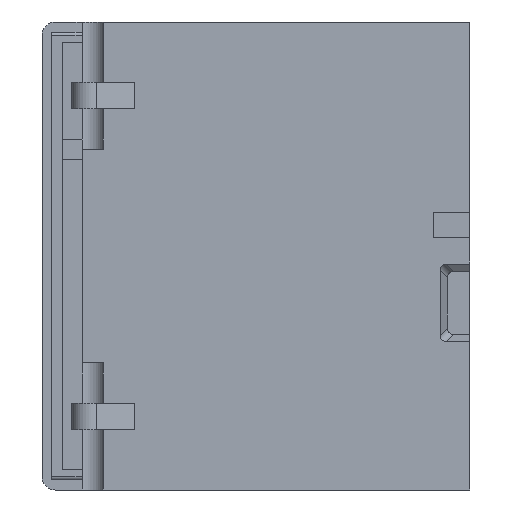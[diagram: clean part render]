
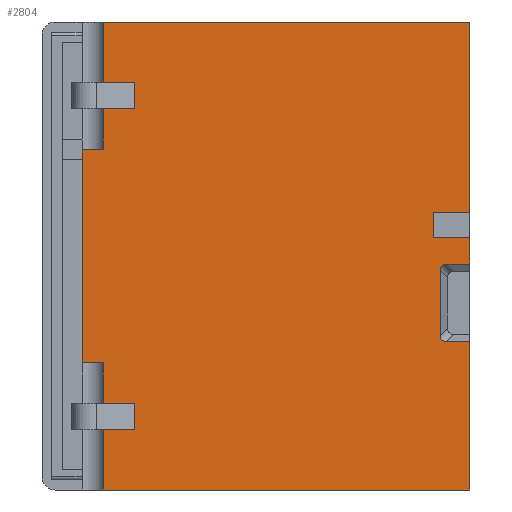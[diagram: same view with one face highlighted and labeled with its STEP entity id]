
A CAD part, left-side view. The second image highlights one B-rep face of the part: STEP entity #2804.
In plain terms, the highlighted planar face has unit normal (-1, 0, 0).
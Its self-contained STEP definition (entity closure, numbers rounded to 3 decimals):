
#17=ELLIPSE('',#3009,1.125,1.);
#18=ELLIPSE('',#3010,1.125,1.);
#46=PLANE('',#3008);
#214=FACE_OUTER_BOUND('',#369,.T.);
#369=EDGE_LOOP('',(#2041,#2042,#2043,#2044,#2045,#2046,#2047,#2048,#2049,
#2050,#2051,#2052,#2053,#2054,#2055,#2056,#2057,#2058,#2059,#2060,#2061,
#2062,#2063,#2064,#2065,#2066));
#533=LINE('',#4067,#855);
#539=LINE('',#4096,#861);
#564=LINE('',#4178,#886);
#565=LINE('',#4182,#887);
#566=LINE('',#4186,#888);
#567=LINE('',#4188,#889);
#568=LINE('',#4190,#890);
#569=LINE('',#4192,#891);
#570=LINE('',#4194,#892);
#571=LINE('',#4196,#893);
#572=LINE('',#4198,#894);
#573=LINE('',#4200,#895);
#574=LINE('',#4202,#896);
#575=LINE('',#4204,#897);
#576=LINE('',#4205,#898);
#577=LINE('',#4207,#899);
#578=LINE('',#4209,#900);
#579=LINE('',#4211,#901);
#580=LINE('',#4213,#902);
#581=LINE('',#4215,#903);
#582=LINE('',#4217,#904);
#583=LINE('',#4218,#905);
#584=LINE('',#4220,#906);
#585=LINE('',#4221,#907);
#855=VECTOR('',#3249,1000.);
#861=VECTOR('',#3279,1000.);
#886=VECTOR('',#3356,1000.);
#887=VECTOR('',#3359,1000.);
#888=VECTOR('',#3362,1000.);
#889=VECTOR('',#3363,1000.);
#890=VECTOR('',#3364,1000.);
#891=VECTOR('',#3365,1000.);
#892=VECTOR('',#3366,1000.);
#893=VECTOR('',#3367,1000.);
#894=VECTOR('',#3368,1000.);
#895=VECTOR('',#3369,1000.);
#896=VECTOR('',#3370,1000.);
#897=VECTOR('',#3371,1000.);
#898=VECTOR('',#3372,1000.);
#899=VECTOR('',#3373,1000.);
#900=VECTOR('',#3374,1000.);
#901=VECTOR('',#3375,1000.);
#902=VECTOR('',#3376,1000.);
#903=VECTOR('',#3377,1000.);
#904=VECTOR('',#3378,1000.);
#905=VECTOR('',#3379,1000.);
#906=VECTOR('',#3380,1000.);
#907=VECTOR('',#3381,1000.);
#1276=VERTEX_POINT('',#4064);
#1277=VERTEX_POINT('',#4066);
#1287=VERTEX_POINT('',#4093);
#1288=VERTEX_POINT('',#4095);
#1318=VERTEX_POINT('',#4176);
#1319=VERTEX_POINT('',#4177);
#1320=VERTEX_POINT('',#4179);
#1321=VERTEX_POINT('',#4181);
#1322=VERTEX_POINT('',#4183);
#1323=VERTEX_POINT('',#4185);
#1324=VERTEX_POINT('',#4187);
#1325=VERTEX_POINT('',#4189);
#1326=VERTEX_POINT('',#4191);
#1327=VERTEX_POINT('',#4193);
#1328=VERTEX_POINT('',#4195);
#1329=VERTEX_POINT('',#4197);
#1330=VERTEX_POINT('',#4199);
#1331=VERTEX_POINT('',#4201);
#1332=VERTEX_POINT('',#4203);
#1333=VERTEX_POINT('',#4206);
#1334=VERTEX_POINT('',#4208);
#1335=VERTEX_POINT('',#4210);
#1336=VERTEX_POINT('',#4212);
#1337=VERTEX_POINT('',#4214);
#1338=VERTEX_POINT('',#4216);
#1339=VERTEX_POINT('',#4219);
#1552=EDGE_CURVE('',#1276,#1277,#533,.T.);
#1566=EDGE_CURVE('',#1287,#1288,#539,.T.);
#1606=EDGE_CURVE('',#1318,#1319,#564,.T.);
#1607=EDGE_CURVE('',#1319,#1320,#17,.T.);
#1608=EDGE_CURVE('',#1320,#1321,#565,.T.);
#1609=EDGE_CURVE('',#1321,#1322,#18,.T.);
#1610=EDGE_CURVE('',#1322,#1323,#566,.T.);
#1611=EDGE_CURVE('',#1323,#1324,#567,.T.);
#1612=EDGE_CURVE('',#1324,#1325,#568,.T.);
#1613=EDGE_CURVE('',#1325,#1326,#569,.T.);
#1614=EDGE_CURVE('',#1326,#1327,#570,.T.);
#1615=EDGE_CURVE('',#1327,#1328,#571,.T.);
#1616=EDGE_CURVE('',#1329,#1328,#572,.T.);
#1617=EDGE_CURVE('',#1329,#1330,#573,.T.);
#1618=EDGE_CURVE('',#1331,#1330,#574,.T.);
#1619=EDGE_CURVE('',#1331,#1332,#575,.T.);
#1620=EDGE_CURVE('',#1277,#1332,#576,.T.);
#1621=EDGE_CURVE('',#1333,#1276,#577,.T.);
#1622=EDGE_CURVE('',#1334,#1333,#578,.T.);
#1623=EDGE_CURVE('',#1335,#1334,#579,.T.);
#1624=EDGE_CURVE('',#1335,#1336,#580,.T.);
#1625=EDGE_CURVE('',#1337,#1336,#581,.T.);
#1626=EDGE_CURVE('',#1338,#1337,#582,.T.);
#1627=EDGE_CURVE('',#1338,#1288,#583,.T.);
#1628=EDGE_CURVE('',#1287,#1339,#584,.T.);
#1629=EDGE_CURVE('',#1339,#1318,#585,.T.);
#2041=ORIENTED_EDGE('',*,*,#1606,.T.);
#2042=ORIENTED_EDGE('',*,*,#1607,.T.);
#2043=ORIENTED_EDGE('',*,*,#1608,.T.);
#2044=ORIENTED_EDGE('',*,*,#1609,.T.);
#2045=ORIENTED_EDGE('',*,*,#1610,.T.);
#2046=ORIENTED_EDGE('',*,*,#1611,.T.);
#2047=ORIENTED_EDGE('',*,*,#1612,.T.);
#2048=ORIENTED_EDGE('',*,*,#1613,.T.);
#2049=ORIENTED_EDGE('',*,*,#1614,.T.);
#2050=ORIENTED_EDGE('',*,*,#1615,.T.);
#2051=ORIENTED_EDGE('',*,*,#1616,.F.);
#2052=ORIENTED_EDGE('',*,*,#1617,.T.);
#2053=ORIENTED_EDGE('',*,*,#1618,.F.);
#2054=ORIENTED_EDGE('',*,*,#1619,.T.);
#2055=ORIENTED_EDGE('',*,*,#1620,.F.);
#2056=ORIENTED_EDGE('',*,*,#1552,.F.);
#2057=ORIENTED_EDGE('',*,*,#1621,.F.);
#2058=ORIENTED_EDGE('',*,*,#1622,.F.);
#2059=ORIENTED_EDGE('',*,*,#1623,.F.);
#2060=ORIENTED_EDGE('',*,*,#1624,.T.);
#2061=ORIENTED_EDGE('',*,*,#1625,.F.);
#2062=ORIENTED_EDGE('',*,*,#1626,.F.);
#2063=ORIENTED_EDGE('',*,*,#1627,.T.);
#2064=ORIENTED_EDGE('',*,*,#1566,.F.);
#2065=ORIENTED_EDGE('',*,*,#1628,.T.);
#2066=ORIENTED_EDGE('',*,*,#1629,.T.);
#2804=ADVANCED_FACE('',(#214),#46,.F.);
#3008=AXIS2_PLACEMENT_3D('',#4175,#3354,#3355);
#3009=AXIS2_PLACEMENT_3D('',#4180,#3357,#3358);
#3010=AXIS2_PLACEMENT_3D('',#4184,#3360,#3361);
#3249=DIRECTION('',(0.,0.,1.));
#3279=DIRECTION('',(0.,0.,1.));
#3354=DIRECTION('center_axis',(1.,0.,0.));
#3355=DIRECTION('ref_axis',(0.,0.,-1.));
#3356=DIRECTION('',(0.,1.,0.));
#3357=DIRECTION('center_axis',(1.,0.,0.));
#3358=DIRECTION('ref_axis',(0.,0.707,-0.707));
#3359=DIRECTION('',(0.,0.,1.));
#3360=DIRECTION('center_axis',(1.,0.,0.));
#3361=DIRECTION('ref_axis',(0.,0.707,0.707));
#3362=DIRECTION('',(0.,-1.,0.));
#3363=DIRECTION('',(0.,0.,1.));
#3364=DIRECTION('',(0.,1.,0.));
#3365=DIRECTION('',(0.,0.,1.));
#3366=DIRECTION('',(0.,-1.,0.));
#3367=DIRECTION('',(0.,0.,1.));
#3368=DIRECTION('',(0.,-1.,0.));
#3369=DIRECTION('',(0.,0.,-1.));
#3370=DIRECTION('',(0.,1.,0.));
#3371=DIRECTION('',(0.,0.,-1.));
#3372=DIRECTION('',(0.,-1.,0.));
#3373=DIRECTION('',(0.,-1.,0.));
#3374=DIRECTION('',(0.,0.,1.));
#3375=DIRECTION('',(0.,1.,0.));
#3376=DIRECTION('',(0.,0.,-1.));
#3377=DIRECTION('',(0.,1.,0.));
#3378=DIRECTION('',(0.,0.,1.));
#3379=DIRECTION('',(0.,1.,0.));
#3380=DIRECTION('',(0.,-1.,0.));
#3381=DIRECTION('',(0.,0.,1.));
#4064=CARTESIAN_POINT('',(-35.,54.825,16.));
#4066=CARTESIAN_POINT('',(-35.,54.825,22.));
#4067=CARTESIAN_POINT('',(-35.,54.825,16.));
#4093=CARTESIAN_POINT('',(-35.,54.825,-35.));
#4095=CARTESIAN_POINT('',(-35.,54.825,-26.));
#4096=CARTESIAN_POINT('',(-35.,54.825,-35.));
#4175=CARTESIAN_POINT('Origin',(-35.,64.,35.));
#4176=CARTESIAN_POINT('',(-35.,0.,-12.823));
#4177=CARTESIAN_POINT('',(-35.,3.512,-12.823));
#4178=CARTESIAN_POINT('',(-35.,3.36,-12.823));
#4179=CARTESIAN_POINT('',(-35.,4.452,-11.883));
#4180=CARTESIAN_POINT('Origin',(-35.,3.388,-11.759));
#4181=CARTESIAN_POINT('',(-35.,4.452,-2.139));
#4182=CARTESIAN_POINT('',(-35.,4.452,-2.291));
#4183=CARTESIAN_POINT('',(-35.,3.512,-1.199));
#4184=CARTESIAN_POINT('Origin',(-35.,3.388,-2.263));
#4185=CARTESIAN_POINT('',(-35.,0.,-1.199));
#4186=CARTESIAN_POINT('',(-35.,0.,-1.199));
#4187=CARTESIAN_POINT('',(-35.,0.,2.712));
#4188=CARTESIAN_POINT('',(-35.,0.,35.));
#4189=CARTESIAN_POINT('',(-35.,5.406,2.712));
#4190=CARTESIAN_POINT('',(-35.,0.,2.712));
#4191=CARTESIAN_POINT('',(-35.,5.406,6.512));
#4192=CARTESIAN_POINT('',(-35.,5.406,2.712));
#4193=CARTESIAN_POINT('',(-35.,0.,6.512));
#4194=CARTESIAN_POINT('',(-35.,5.406,6.512));
#4195=CARTESIAN_POINT('',(-35.,0.,35.));
#4196=CARTESIAN_POINT('',(-35.,0.,35.));
#4197=CARTESIAN_POINT('',(-35.,54.825,35.));
#4198=CARTESIAN_POINT('',(-35.,64.,35.));
#4199=CARTESIAN_POINT('',(-35.,54.825,26.));
#4200=CARTESIAN_POINT('',(-35.,54.825,35.));
#4201=CARTESIAN_POINT('',(-35.,50.121,26.));
#4202=CARTESIAN_POINT('',(-35.,0.,26.));
#4203=CARTESIAN_POINT('',(-35.,50.121,22.));
#4204=CARTESIAN_POINT('',(-35.,50.121,26.));
#4205=CARTESIAN_POINT('',(-35.,64.,22.));
#4206=CARTESIAN_POINT('',(-35.,58.,16.));
#4207=CARTESIAN_POINT('',(-35.,64.,16.));
#4208=CARTESIAN_POINT('',(-35.,58.,-16.));
#4209=CARTESIAN_POINT('',(-35.,58.,-35.));
#4210=CARTESIAN_POINT('',(-35.,54.825,-16.));
#4211=CARTESIAN_POINT('',(-35.,64.,-16.));
#4212=CARTESIAN_POINT('',(-35.,54.825,-22.));
#4213=CARTESIAN_POINT('',(-35.,54.825,-16.));
#4214=CARTESIAN_POINT('',(-35.,50.121,-22.));
#4215=CARTESIAN_POINT('',(-35.,64.,-22.));
#4216=CARTESIAN_POINT('',(-35.,50.121,-26.));
#4217=CARTESIAN_POINT('',(-35.,50.121,-26.));
#4218=CARTESIAN_POINT('',(-35.,0.,-26.));
#4219=CARTESIAN_POINT('',(-35.,0.,-35.));
#4220=CARTESIAN_POINT('',(-35.,64.,-35.));
#4221=CARTESIAN_POINT('',(-35.,0.,35.));
